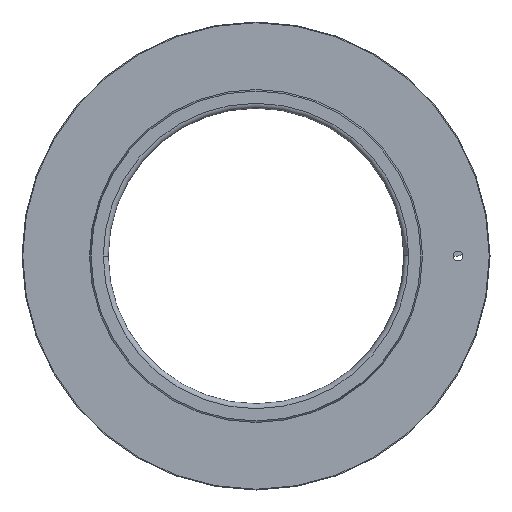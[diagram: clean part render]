
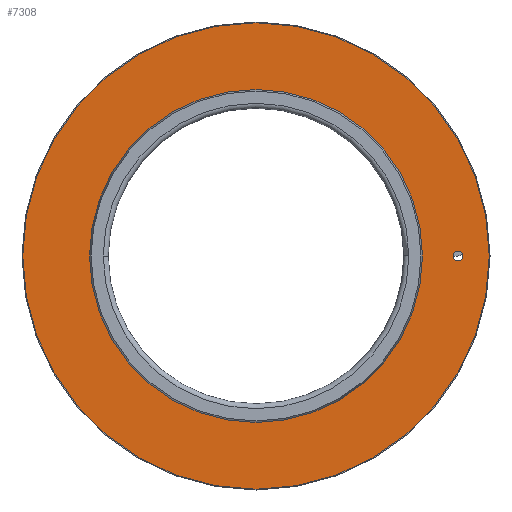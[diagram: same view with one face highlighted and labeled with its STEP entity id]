
A CAD part, left-side view. The second image highlights one B-rep face of the part: STEP entity #7308.
In plain terms, the highlighted planar face has unit normal (-1, 0, 0).
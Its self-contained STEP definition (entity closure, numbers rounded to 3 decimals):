
#6861=CARTESIAN_POINT('',(0.,0.,0.));
#6862=DIRECTION('',(1.,0.,0.));
#6863=DIRECTION('',(0.,0.,-1.));
#6864=AXIS2_PLACEMENT_3D('',#6861,#6862,#6863);
#6866=CARTESIAN_POINT('',(0.,0.,0.));
#6867=DIRECTION('',(1.,0.,0.));
#6868=DIRECTION('',(0.,0.,1.));
#6869=AXIS2_PLACEMENT_3D('',#6866,#6867,#6868);
#6871=CARTESIAN_POINT('',(0.,0.,0.));
#6872=DIRECTION('',(-1.,0.,0.));
#6873=DIRECTION('',(0.,0.,1.));
#6874=AXIS2_PLACEMENT_3D('',#6871,#6872,#6873);
#6876=CARTESIAN_POINT('',(0.,0.,0.));
#6877=DIRECTION('',(-1.,0.,0.));
#6878=DIRECTION('',(0.,0.,-1.));
#6879=AXIS2_PLACEMENT_3D('',#6876,#6877,#6878);
#6881=CARTESIAN_POINT('',(0.,41.,0.));
#6882=DIRECTION('',(-1.,0.,0.));
#6883=DIRECTION('',(0.,-1.,0.));
#6884=AXIS2_PLACEMENT_3D('',#6881,#6882,#6883);
#6886=CARTESIAN_POINT('',(0.,41.,0.));
#6887=DIRECTION('',(-1.,0.,0.));
#6888=DIRECTION('',(0.,1.,0.));
#6889=AXIS2_PLACEMENT_3D('',#6886,#6887,#6888);
#7197=CARTESIAN_POINT('',(0.,0.,-47.35));
#7198=CARTESIAN_POINT('',(0.,0.,47.35));
#7199=VERTEX_POINT('',#7197);
#7200=VERTEX_POINT('',#7198);
#7201=CARTESIAN_POINT('',(0.,0.,33.8));
#7202=CARTESIAN_POINT('',(0.,0.,-33.8));
#7203=VERTEX_POINT('',#7201);
#7204=VERTEX_POINT('',#7202);
#7205=CARTESIAN_POINT('',(0.,40.,0.));
#7206=CARTESIAN_POINT('',(0.,42.,0.));
#7207=VERTEX_POINT('',#7205);
#7208=VERTEX_POINT('',#7206);
#7285=CARTESIAN_POINT('',(0.,0.,0.));
#7286=DIRECTION('',(1.,0.,0.));
#7287=DIRECTION('',(0.,0.,-1.));
#7288=AXIS2_PLACEMENT_3D('',#7285,#7286,#7287);
#7289=PLANE('',#7288);
#7291=ORIENTED_EDGE('',*,*,#7290,.T.);
#7293=ORIENTED_EDGE('',*,*,#7292,.T.);
#7294=EDGE_LOOP('',(#7291,#7293));
#7295=FACE_OUTER_BOUND('',#7294,.F.);
#7297=ORIENTED_EDGE('',*,*,#7296,.T.);
#7299=ORIENTED_EDGE('',*,*,#7298,.T.);
#7300=EDGE_LOOP('',(#7297,#7299));
#7301=FACE_BOUND('',#7300,.F.);
#7303=ORIENTED_EDGE('',*,*,#7302,.T.);
#7305=ORIENTED_EDGE('',*,*,#7304,.T.);
#7306=EDGE_LOOP('',(#7303,#7305));
#7307=FACE_BOUND('',#7306,.F.);
#6865=CIRCLE('',#6864,47.35);
#6870=CIRCLE('',#6869,47.35);
#6875=CIRCLE('',#6874,33.8);
#6880=CIRCLE('',#6879,33.8);
#6885=CIRCLE('',#6884,1.);
#6890=CIRCLE('',#6889,1.);
#7290=EDGE_CURVE('',#7199,#7200,#6865,.T.);
#7292=EDGE_CURVE('',#7200,#7199,#6870,.T.);
#7296=EDGE_CURVE('',#7203,#7204,#6875,.T.);
#7298=EDGE_CURVE('',#7204,#7203,#6880,.T.);
#7302=EDGE_CURVE('',#7207,#7208,#6885,.T.);
#7304=EDGE_CURVE('',#7208,#7207,#6890,.T.);
#7308=ADVANCED_FACE('',(#7295,#7301,#7307),#7289,.F.);
